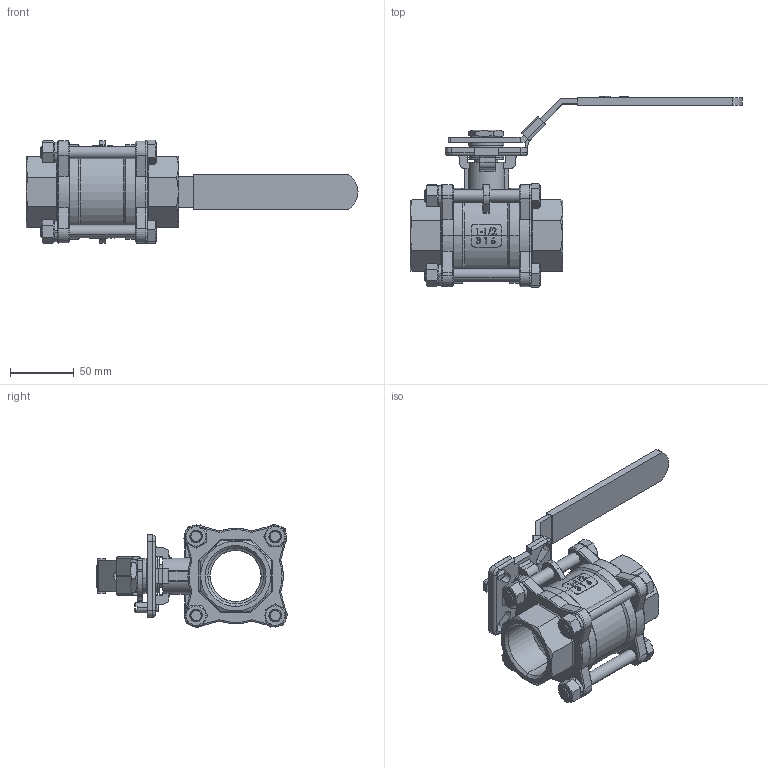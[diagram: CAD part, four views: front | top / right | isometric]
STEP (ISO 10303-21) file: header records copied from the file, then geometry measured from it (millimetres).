
FILE_DESCRIPTION(/* description */ ('Unknown','CAx-IF Rec.Pracs.---Representation and Presentation of Product Manufacturing Information (PMI)---4.0---2014-10-13','CAx-IF Rec.Pracs.---3D Tessellated Geometry---0.4---2014-09-14','2;1'),/* implementation_level */ '2;1');
FILE_NAME(/* name */ '9336-08',/* time_stamp */ '2024-01-24T12:44:31+01:00',/* author */ ('Unknown'),/* organization */ ('Unknown'),/* preprocessor_version */ 'ST-DEVELOPER v18.102',/* originating_system */ 'Solid Edge',/* authorisation */ 'Unknown');
FILE_SCHEMA (('AP242_MANAGED_MODEL_BASED_3D_ENGINEERING_MIM_LF { 1 0 10303 442 1 1 4 }'));
Products named in the file (16): 9336-08; 縐赽; 概裝; 概裝蹟譫; 概裔; 蹟邡; 弹簧垫圈B_GB_FASTENER_WASHER_SW 10; 碟型垫圈; 蹟譫B_GB_FASTENER_NUT_SNC1 M10-N; 隅弇种; す菜; 概极; 忒梟; 忒梟杶; O型圈; 滅侂え
Assembly tree (27 placements, depth 2):
  9336-08
    縐赽
    概裝
    概裝蹟譫  x2
    概裔  x2
    蹟邡  x4
    弹簧垫圈B_GB_FASTENER_WASHER_SW 10  x4
    碟型垫圈  x2
    蹟譫B_GB_FASTENER_NUT_SNC1 M10-N  x4
    隅弇种
    す菜
    概极
    忒梟
    忒梟杶
    O型圈
    滅侂え
Bounding box: 261 x 150.32 x 81.69 mm (x, y, z)
Volume: 298736.1 mm3; surface area: 147033.9 mm2
Topology: 27 solids, 27 shells, 1112 faces, 2819 edges, 1793 vertices
Faces by surface type: plane 513, cylinder 339, cone 159, bspline 68, torus 33
Entity records: 47345 total; most frequent: CARTESIAN_POINT 26402, ORIENTED_EDGE 4514, DIRECTION 3870, EDGE_CURVE 2257, VERTEX_POINT 1443, AXIS2_PLACEMENT_3D 1382, LINE 1106, VECTOR 1106
